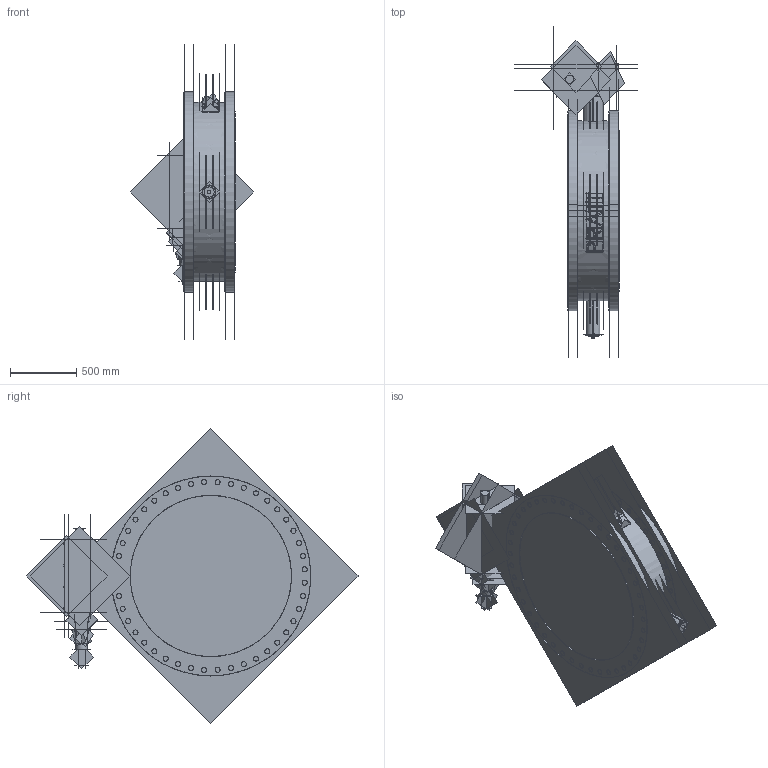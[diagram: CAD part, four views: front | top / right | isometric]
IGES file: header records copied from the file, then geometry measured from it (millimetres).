
Start section:  PTC IGES file: 150b-fl-48_asm.igs
Global section: file name: 150b-fl-48_asm.igs; native system: Creo Parametric by Parametric Technology Corporation; preprocessor: 2013050; author: HAPPY; organization: Unknown; date: 20170427.145510; units: inch
Bounding box: 924.56 x 2508.04 x 2223.17 mm (x, y, z)
Volume: 327834062.6 mm3; surface area: 67054305.1 mm2
Topology: 16 solids, 16 shells, 1008 faces, 5205 edges, 6649 vertices
Faces by surface type: revolution 590, bspline 396, extrusion 22
